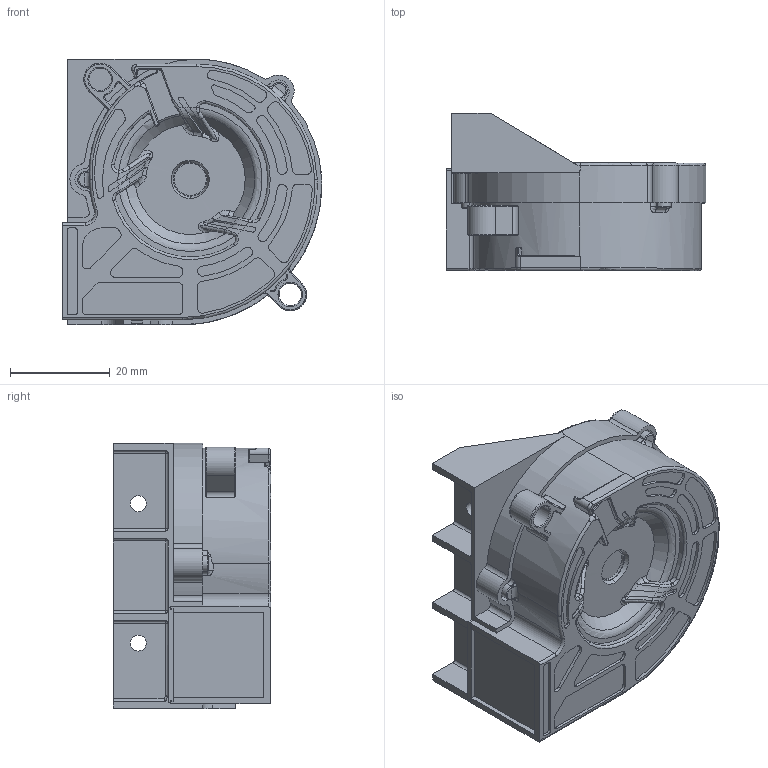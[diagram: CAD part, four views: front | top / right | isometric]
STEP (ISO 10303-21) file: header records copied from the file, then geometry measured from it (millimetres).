
FILE_DESCRIPTION((''),'2;1');
FILE_NAME('BFB0512VHD-SP01_ASM','2017-04-11T',('yiliang.gong'),(''),'CREO PARAMETRIC BY PTC INC, 2015080','CREO PARAMETRIC BY PTC INC, 2015080','');
FILE_SCHEMA(('CONFIG_CONTROL_DESIGN'));
Length unit declared in the file: inch
Products named in the file (3): MSBR-2; MSBR-1; BFB0512VHD-SP01_ASM
Assembly tree (2 placements, depth 2):
  BFB0512VHD-SP01_ASM
    MSBR-2
    MSBR-1
Bounding box: 52.12 x 31.59 x 53.32 mm (x, y, z)
Volume: 42222.1 mm3; surface area: 17196.4 mm2
Topology: 2 solids, 2 shells, 696 faces, 1916 edges, 1229 vertices
Faces by surface type: cylinder 294, plane 198, torus 112, bspline 61, cone 21, sphere 10
Entity records: 25889 total; most frequent: CARTESIAN_POINT 8028, DIRECTION 3819, ORIENTED_EDGE 3806, EDGE_CURVE 1903, AXIS2_PLACEMENT_3D 1525, VERTEX_POINT 1229, CIRCLE 885, VECTOR 769
